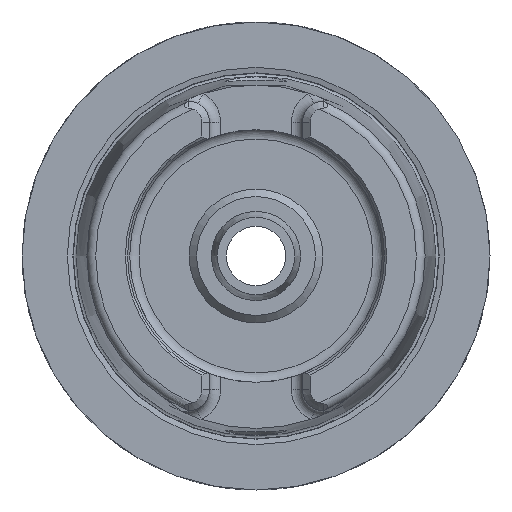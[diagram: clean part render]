
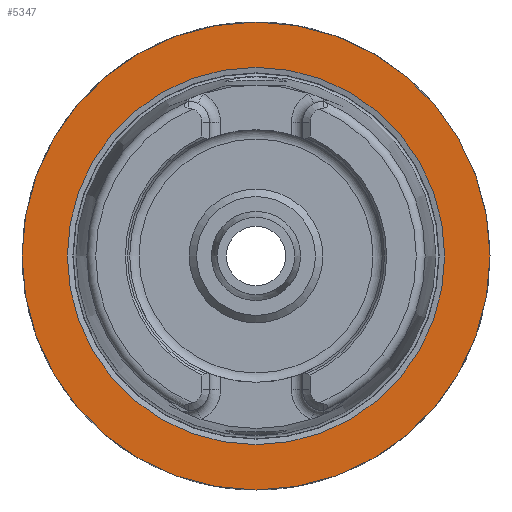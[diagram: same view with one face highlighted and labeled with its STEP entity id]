
A CAD part, left-side view. The second image highlights one B-rep face of the part: STEP entity #5347.
In plain terms, the highlighted planar face has unit normal (-1, 0, 0).
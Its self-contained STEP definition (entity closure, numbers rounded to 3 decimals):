
#4617=CARTESIAN_POINT('',(0.0,31.5,0.0));
#4618=VERTEX_POINT('',#4617);
#4619=CARTESIAN_POINT('',(0.0,0.0,0.0));
#4620=DIRECTION('',(1.0,0.0,0.0));
#4621=DIRECTION('',(0.0,1.0,0.0));
#4622=AXIS2_PLACEMENT_3D('',#4619,#4620,#4621);
#4623=CIRCLE('',#4622,31.5);
#4624=EDGE_CURVE('',#4618,#4618,#4623,.T.);
#5321=CARTESIAN_POINT('',(0.0,25.4,0.0));
#5322=VERTEX_POINT('',#5321);
#5323=CARTESIAN_POINT('',(0.0,0.0,0.0));
#5324=DIRECTION('',(1.0,0.0,0.0));
#5325=DIRECTION('',(0.0,1.0,0.0));
#5326=AXIS2_PLACEMENT_3D('',#5323,#5324,#5325);
#5327=CIRCLE('',#5326,25.4);
#5328=EDGE_CURVE('',#5322,#5322,#5327,.T.);
#5336=CARTESIAN_POINT('',(0.0,28.45,0.0));
#5337=DIRECTION('',(-1.0,0.0,0.0));
#5338=DIRECTION('',(0.0,0.0,1.0));
#5339=AXIS2_PLACEMENT_3D('',#5336,#5337,#5338);
#5340=PLANE('',#5339);
#5341=ORIENTED_EDGE('',*,*,#4624,.F.);
#5342=EDGE_LOOP('',(#5341));
#5343=FACE_OUTER_BOUND('',#5342,.T.);
#5344=ORIENTED_EDGE('',*,*,#5328,.T.);
#5345=EDGE_LOOP('',(#5344));
#5346=FACE_BOUND('',#5345,.T.);
#5347=ADVANCED_FACE('',(#5343,#5346),#5340,.T.);
